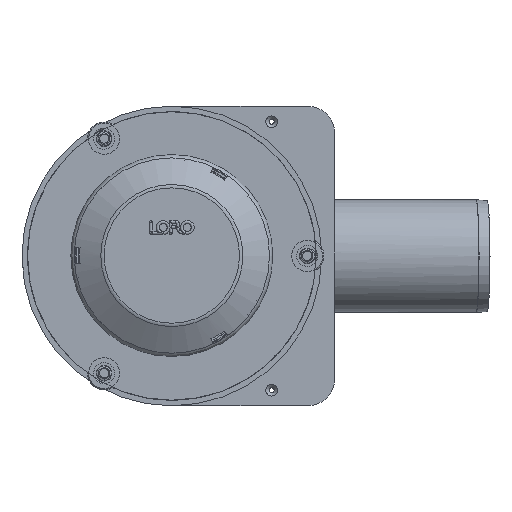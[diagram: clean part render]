
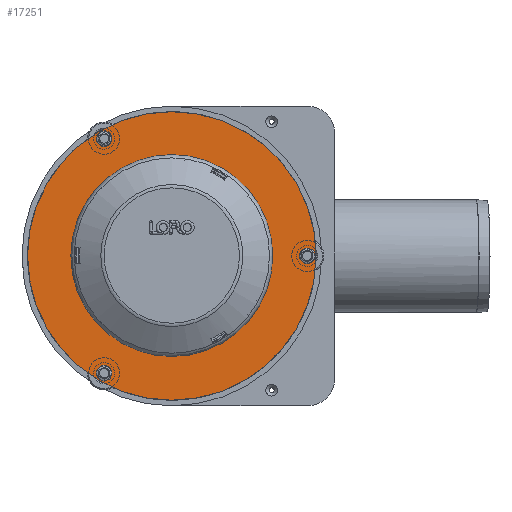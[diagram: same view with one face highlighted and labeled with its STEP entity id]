
A CAD part, top view. The second image highlights one B-rep face of the part: STEP entity #17251.
In plain terms, the highlighted planar face has unit normal (0, 0, 1).
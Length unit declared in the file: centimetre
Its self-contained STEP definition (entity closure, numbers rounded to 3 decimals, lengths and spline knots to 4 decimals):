
#202=FACE_BOUND('',#5930,.T.);
#203=FACE_BOUND('',#5931,.T.);
#204=FACE_BOUND('',#5932,.T.);
#205=FACE_BOUND('',#5933,.T.);
#573=PLANE('',#19010);
#4831=FACE_OUTER_BOUND('',#5929,.T.);
#5929=EDGE_LOOP('',(#14500));
#5930=EDGE_LOOP('',(#14501));
#5931=EDGE_LOOP('',(#14502));
#5932=EDGE_LOOP('',(#14503));
#5933=EDGE_LOOP('',(#14504));
#7090=CIRCLE('',#18996,4.);
#7092=CIRCLE('',#18999,84.5);
#7094=CIRCLE('',#19002,4.);
#7096=CIRCLE('',#19005,4.);
#7098=CIRCLE('',#19008,130.);
#8319=VERTEX_POINT('',#29972);
#8321=VERTEX_POINT('',#29978);
#8323=VERTEX_POINT('',#29984);
#8325=VERTEX_POINT('',#29990);
#8327=VERTEX_POINT('',#29996);
#10487=EDGE_CURVE('',#8319,#8319,#7090,.T.);
#10490=EDGE_CURVE('',#8321,#8321,#7092,.T.);
#10493=EDGE_CURVE('',#8323,#8323,#7094,.T.);
#10496=EDGE_CURVE('',#8325,#8325,#7096,.T.);
#10499=EDGE_CURVE('',#8327,#8327,#7098,.T.);
#14500=ORIENTED_EDGE('',*,*,#10499,.T.);
#14501=ORIENTED_EDGE('',*,*,#10490,.F.);
#14502=ORIENTED_EDGE('',*,*,#10496,.T.);
#14503=ORIENTED_EDGE('',*,*,#10493,.T.);
#14504=ORIENTED_EDGE('',*,*,#10487,.T.);
#17251=ADVANCED_FACE('',(#4831,#202,#203,#204,#205),#573,.T.);
#18996=AXIS2_PLACEMENT_3D('',#29974,#23159,#23160);
#18999=AXIS2_PLACEMENT_3D('',#29980,#23166,#23167);
#19002=AXIS2_PLACEMENT_3D('',#29986,#23173,#23174);
#19005=AXIS2_PLACEMENT_3D('',#29992,#23180,#23181);
#19008=AXIS2_PLACEMENT_3D('',#29998,#23187,#23188);
#19010=AXIS2_PLACEMENT_3D('',#30000,#23191,#23192);
#23159=DIRECTION('center_axis',(0.,0.,
-1.));
#23160=DIRECTION('ref_axis',(0.,-1.,0.));
#23166=DIRECTION('center_axis',(0.,0.,1.));
#23167=DIRECTION('ref_axis',(0.,1.,0.));
#23173=DIRECTION('center_axis',(0.,0.,
-1.));
#23174=DIRECTION('ref_axis',(0.,1.,0.));
#23180=DIRECTION('center_axis',(0.,0.,
-1.));
#23181=DIRECTION('ref_axis',(0.,1.,0.));
#23187=DIRECTION('center_axis',(0.,0.,
1.));
#23188=DIRECTION('ref_axis',(0.,1.,0.));
#23191=DIRECTION('center_axis',(0.,0.,
1.));
#23192=DIRECTION('ref_axis',(1.,0.,0.));
#29972=CARTESIAN_POINT('',(74.,-101.6551,39.5));
#29974=CARTESIAN_POINT('Origin',(74.,-105.6551,39.5));
#29978=CARTESIAN_POINT('',(135.,-84.5,39.5));
#29980=CARTESIAN_POINT('Origin',(135.,0.,39.5));
#29984=CARTESIAN_POINT('',(257.,-4.,39.5));
#29986=CARTESIAN_POINT('Origin',(257.,0.,39.5));
#29990=CARTESIAN_POINT('',(74.,101.6551,39.5));
#29992=CARTESIAN_POINT('Origin',(74.,105.6551,39.5));
#29996=CARTESIAN_POINT('',(135.,-130.,39.5));
#29998=CARTESIAN_POINT('Origin',(135.,0.,39.5));
#30000=CARTESIAN_POINT('Origin',(135.,0.,39.5));
